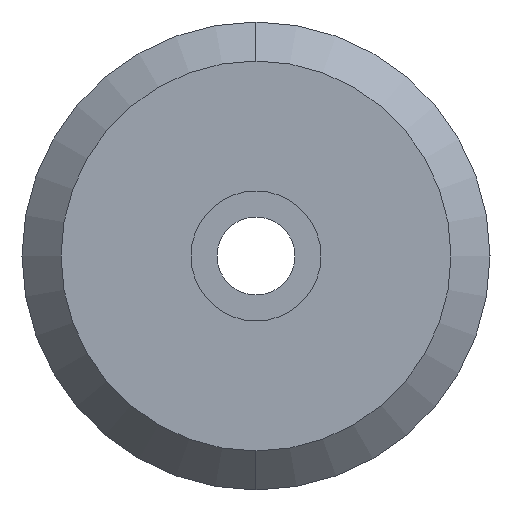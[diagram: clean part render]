
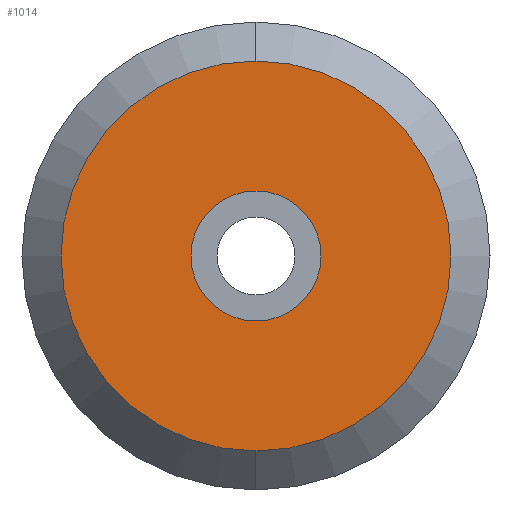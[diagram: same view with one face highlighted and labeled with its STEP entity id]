
A CAD part, left-side view. The second image highlights one B-rep face of the part: STEP entity #1014.
In plain terms, the highlighted planar face has unit normal (-1, 0, 0).
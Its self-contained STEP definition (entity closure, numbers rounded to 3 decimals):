
#94 = CARTESIAN_POINT ( 'NONE',  ( -100., 0., -2.5 ) ) ;
#98 = AXIS2_PLACEMENT_3D ( 'NONE', #833, #543, #839 ) ;
#102 = ORIENTED_EDGE ( 'NONE', *, *, #431, .F. ) ;
#217 = VERTEX_POINT ( 'NONE', #292 ) ;
#221 = CIRCLE ( 'NONE', #1092, 2.5 ) ;
#275 = CARTESIAN_POINT ( 'NONE',  ( -100., 2.5, 0. ) ) ;
#292 = CARTESIAN_POINT ( 'NONE',  ( -100., 0., 2.5 ) ) ;
#371 = CARTESIAN_POINT ( 'NONE',  ( -100., 0., 0. ) ) ;
#375 = CARTESIAN_POINT ( 'NONE',  ( -100., 0., 0. ) ) ;
#380 = EDGE_CURVE ( 'NONE', #217, #787, #221, .T. ) ;
#390 = DIRECTION ( 'NONE',  ( 0., 0., -1. ) ) ;
#411 = EDGE_CURVE ( 'NONE', #787, #217, #1250, .T. ) ;
#418 = AXIS2_PLACEMENT_3D ( 'NONE', #375, #667, #390 ) ;
#431 = EDGE_CURVE ( 'NONE', #1204, #636, #863, .T. ) ;
#439 = AXIS2_PLACEMENT_3D ( 'NONE', #1252, #1160, #772 ) ;
#441 = FACE_OUTER_BOUND ( 'NONE', #829, .T. ) ;
#447 = ORIENTED_EDGE ( 'NONE', *, *, #411, .T. ) ;
#481 = DIRECTION ( 'NONE',  ( 1., 0., 0. ) ) ;
#505 = EDGE_CURVE ( 'NONE', #636, #1204, #641, .T. ) ;
#543 = DIRECTION ( 'NONE',  ( 1., 0., 0. ) ) ;
#636 = VERTEX_POINT ( 'NONE', #1152 ) ;
#641 = CIRCLE ( 'NONE', #98, 7.5 ) ;
#655 = DIRECTION ( 'NONE',  ( 0., 0., 1. ) ) ;
#667 = DIRECTION ( 'NONE',  ( 1., 0., 0. ) ) ;
#697 = ORIENTED_EDGE ( 'NONE', *, *, #380, .T. ) ;
#764 = CARTESIAN_POINT ( 'NONE',  ( -100., 0., 7.5 ) ) ;
#772 = DIRECTION ( 'NONE',  ( 0., 0., -1. ) ) ;
#787 = VERTEX_POINT ( 'NONE', #94 ) ;
#796 = AXIS2_PLACEMENT_3D ( 'NONE', #275, #1226, #655 ) ;
#829 = EDGE_LOOP ( 'NONE', ( #1100, #102 ) ) ;
#833 = CARTESIAN_POINT ( 'NONE',  ( -100., 0., 0. ) ) ;
#839 = DIRECTION ( 'NONE',  ( 0., 0., -1. ) ) ;
#863 = CIRCLE ( 'NONE', #418, 7.5 ) ;
#935 = PLANE ( 'NONE',  #796 ) ;
#1014 = ADVANCED_FACE ( 'NONE', ( #1190, #441 ), #935, .T. ) ;
#1086 = EDGE_LOOP ( 'NONE', ( #447, #697 ) ) ;
#1092 = AXIS2_PLACEMENT_3D ( 'NONE', #371, #481, #1141 ) ;
#1100 = ORIENTED_EDGE ( 'NONE', *, *, #505, .F. ) ;
#1141 = DIRECTION ( 'NONE',  ( 0., 0., -1. ) ) ;
#1152 = CARTESIAN_POINT ( 'NONE',  ( -100., 0., -7.5 ) ) ;
#1160 = DIRECTION ( 'NONE',  ( 1., 0., 0. ) ) ;
#1190 = FACE_BOUND ( 'NONE', #1086, .T. ) ;
#1204 = VERTEX_POINT ( 'NONE', #764 ) ;
#1226 = DIRECTION ( 'NONE',  ( -1., 0., 0. ) ) ;
#1250 = CIRCLE ( 'NONE', #439, 2.5 ) ;
#1252 = CARTESIAN_POINT ( 'NONE',  ( -100., 0., 0. ) ) ;
